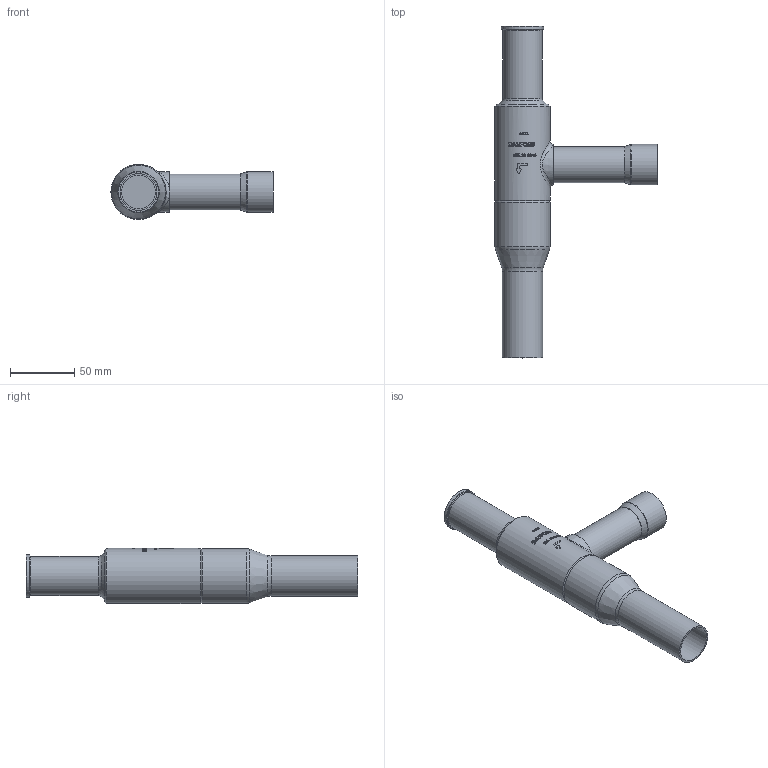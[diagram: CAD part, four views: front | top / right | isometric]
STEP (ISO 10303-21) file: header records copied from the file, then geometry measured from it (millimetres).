
FILE_DESCRIPTION((''),'2;1');
FILE_NAME('WEB034L0046.step','2014-10-08T07:51:01',(''),(''),'Autodesk Inventor 2012','Autodesk Inventor 2012','');
FILE_SCHEMA(('AUTOMOTIVE_DESIGN { 1 2 10303 214 0 1 1 1 }'));
Length unit declared in the file: millimetre
Products named in the file (1): WEB034L0046
Bounding box: 126.5 x 259.05 x 43 mm (x, y, z)
Volume: 282584 mm3; surface area: 48325.8 mm2
Topology: 1 solids, 1 shells, 359 faces, 937 edges, 621 vertices
Faces by surface type: plane 158, bspline 131, cylinder 54, cone 10, torus 6
Full cylindrical faces by diameter (mm): 25 x1, 26.3 x1, 28 x1, 28.7 x2, 30.4 x1, 30.5 x1, 31 x1, 31.5 x1, 31.7 x1, 33 x1, 43 x2
Entity records: 13734 total; most frequent: CARTESIAN_POINT 5685, ORIENTED_EDGE 1806, DIRECTION 1298, EDGE_CURVE 903, VERTEX_POINT 614, AXIS2_PLACEMENT_3D 450, EDGE_LOOP 427, VECTOR 398
